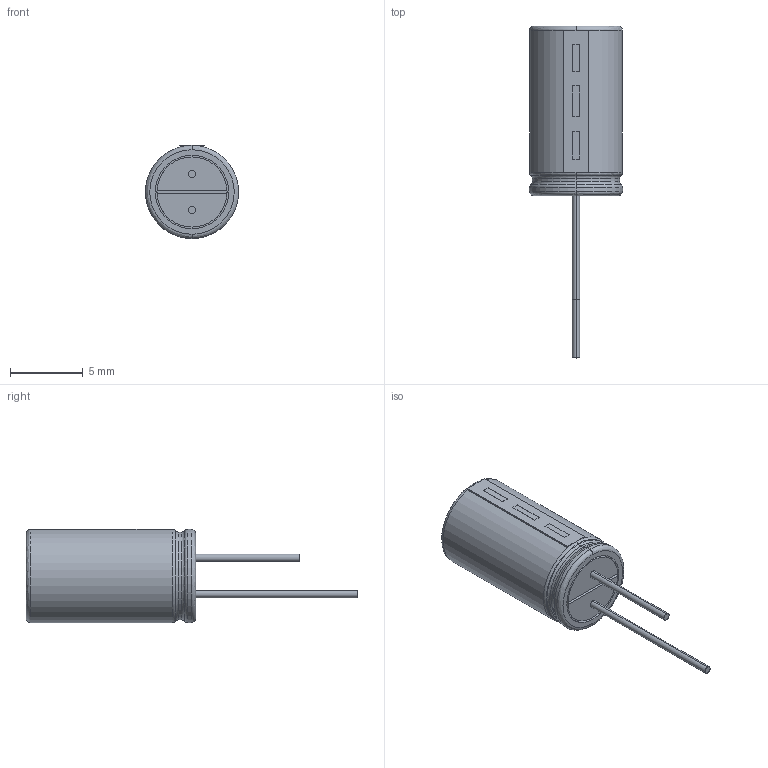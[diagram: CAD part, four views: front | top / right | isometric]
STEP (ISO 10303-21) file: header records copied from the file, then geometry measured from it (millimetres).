
FILE_DESCRIPTION (( 'STEP AP214' ), '1' );
FILE_NAME ('4_7uF.STEP', '2011-05-25T12:18:47', ( 'admin' ), ( '' ), 'SwSTEP 2.0', 'SolidWorks 2010', '' );
FILE_SCHEMA (( 'AUTOMOTIVE_DESIGN' ));
Length unit declared in the file: millimetre
Products named in the file (1): 4_7uF
Bounding box: 6.42 x 22.89 x 6.42 mm (x, y, z)
Volume: 378.9 mm3; surface area: 336.7 mm2
Topology: 3 solids, 3 shells, 85 faces, 185 edges, 114 vertices
Faces by surface type: plane 53, cylinder 18, bspline 12, cone 2
Entity records: 3424 total; most frequent: CARTESIAN_POINT 595, DIRECTION 387, ORIENTED_EDGE 370, EDGE_CURVE 185, AXIS2_PLACEMENT_3D 138, VERTEX_POINT 114, LINE 111, VECTOR 111
